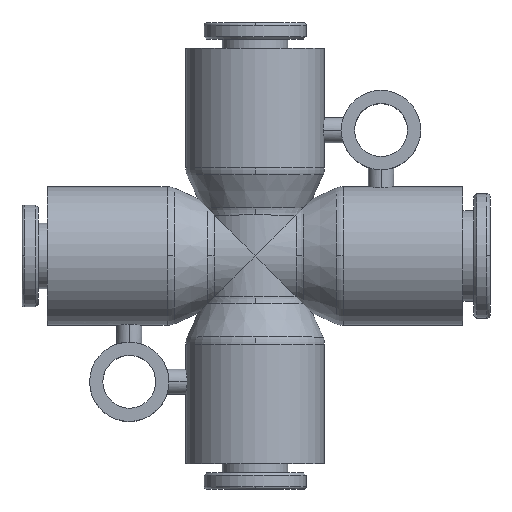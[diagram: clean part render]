
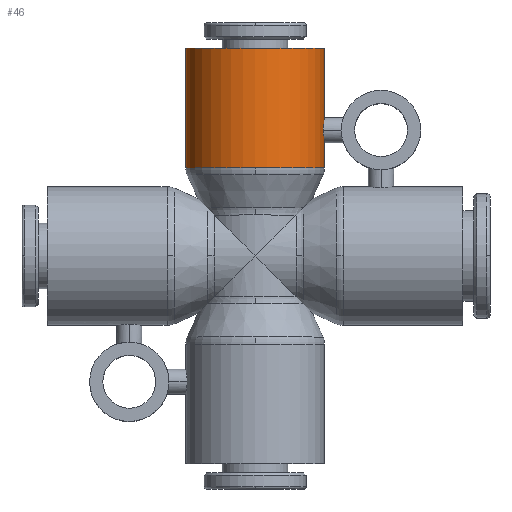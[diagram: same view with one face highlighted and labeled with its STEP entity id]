
A CAD part, top view. The second image highlights one B-rep face of the part: STEP entity #46.
In plain terms, the highlighted cylindrical face has radius 5.5 mm (diameter 11 mm), a partial arc.
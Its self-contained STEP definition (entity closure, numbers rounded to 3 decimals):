
#46=ADVANCED_FACE('',(#169),#170,.T.);
#169=FACE_OUTER_BOUND('',#431,.T.);
#170=CYLINDRICAL_SURFACE('',#432,5.5);
#431=EDGE_LOOP('',(#693,#694,#695,#696,#697,#698,#699,#700));
#432=AXIS2_PLACEMENT_3D('',#701,#702,#703);
#693=ORIENTED_EDGE('',*,*,#1695,.F.);
#694=ORIENTED_EDGE('',*,*,#1696,.T.);
#695=ORIENTED_EDGE('',*,*,#1697,.T.);
#696=ORIENTED_EDGE('',*,*,#1698,.F.);
#697=ORIENTED_EDGE('',*,*,#1699,.T.);
#698=ORIENTED_EDGE('',*,*,#1700,.T.);
#699=ORIENTED_EDGE('',*,*,#1701,.F.);
#700=ORIENTED_EDGE('',*,*,#1702,.F.);
#701=CARTESIAN_POINT('',(0.,11.75,0.0));
#702=DIRECTION('',(0.,1.0,0.0));
#703=DIRECTION('',(-1.0,0.,0.0));
#1695=EDGE_CURVE('',#2013,#2014,#2015,.T.);
#1696=EDGE_CURVE('',#2013,#2016,#2017,.T.);
#1697=EDGE_CURVE('',#2016,#2018,#2019,.T.);
#1698=EDGE_CURVE('',#2020,#2018,#2021,.T.);
#1699=EDGE_CURVE('',#2020,#2022,#2023,.T.);
#1700=EDGE_CURVE('',#2022,#2024,#2025,.T.);
#1701=EDGE_CURVE('',#2026,#2024,#2027,.T.);
#1702=EDGE_CURVE('',#2014,#2026,#2028,.T.);
#2013=VERTEX_POINT('',#2533);
#2014=VERTEX_POINT('',#2534);
#2015=LINE('',#2535,#2536);
#2016=VERTEX_POINT('',#2537);
#2017=CIRCLE('',#2538,5.5);
#2018=VERTEX_POINT('',#2539);
#2019=CIRCLE('',#2540,5.5);
#2020=VERTEX_POINT('',#2541);
#2021=LINE('',#2542,#2543);
#2022=VERTEX_POINT('',#2544);
#2023=B_SPLINE_CURVE_WITH_KNOTS('',3,(#2545,#2546,#2547,#2548,#2549,#2550,#2551,#2552,#2553,#2554),.UNSPECIFIED.,.F.,.F.,(4,2,2,2,4),(4.531,4.909,5.286,5.664,6.041),.UNSPECIFIED.);
#2024=VERTEX_POINT('',#2555);
#2025=B_SPLINE_CURVE_WITH_KNOTS('',3,(#2556,#2557,#2558,#2559,#2560,#2561,#2562,#2563,#2564,#2565),.UNSPECIFIED.,.F.,.F.,(4,2,2,2,4),(0.0,0.378,0.755,1.133,1.51),.UNSPECIFIED.);
#2026=VERTEX_POINT('',#2566);
#2027=LINE('',#2567,#2568);
#2028=CIRCLE('',#2569,5.5);
#2533=CARTESIAN_POINT('',(-5.5,7.0,0.0));
#2534=CARTESIAN_POINT('',(-5.5,16.5,0.0));
#2535=CARTESIAN_POINT('',(-5.5,11.75,0.));
#2536=VECTOR('',#3603,1.0);
#2537=CARTESIAN_POINT('',(0.,7.0,5.5));
#2538=AXIS2_PLACEMENT_3D('',#3604,#3605,#3606);
#2539=CARTESIAN_POINT('',(5.5,7.0,0.));
#2540=AXIS2_PLACEMENT_3D('',#3607,#3608,#3609);
#2541=CARTESIAN_POINT('',(5.5,9.0,0.));
#2542=CARTESIAN_POINT('',(5.5,11.75,0.));
#2543=VECTOR('',#3610,1.0);
#2544=CARTESIAN_POINT('',(5.408,10.0,1.0));
#2545=CARTESIAN_POINT('',(5.5,9.0,0.));
#2546=CARTESIAN_POINT('',(5.5,9.0,0.126));
#2547=CARTESIAN_POINT('',(5.495,9.025,0.26));
#2548=CARTESIAN_POINT('',(5.478,9.127,0.506));
#2549=CARTESIAN_POINT('',(5.466,9.204,0.618));
#2550=CARTESIAN_POINT('',(5.443,9.382,0.796));
#2551=CARTESIAN_POINT('',(5.431,9.494,0.873));
#2552=CARTESIAN_POINT('',(5.413,9.74,0.975));
#2553=CARTESIAN_POINT('',(5.408,9.874,1.0));
#2554=CARTESIAN_POINT('',(5.408,10.0,1.0));
#2555=CARTESIAN_POINT('',(5.5,11.0,0.));
#2556=CARTESIAN_POINT('',(5.408,10.0,1.0));
#2557=CARTESIAN_POINT('',(5.408,10.126,1.0));
#2558=CARTESIAN_POINT('',(5.413,10.26,0.975));
#2559=CARTESIAN_POINT('',(5.431,10.506,0.873));
#2560=CARTESIAN_POINT('',(5.443,10.618,0.796));
#2561=CARTESIAN_POINT('',(5.466,10.796,0.618));
#2562=CARTESIAN_POINT('',(5.478,10.873,0.506));
#2563=CARTESIAN_POINT('',(5.495,10.975,0.26));
#2564=CARTESIAN_POINT('',(5.5,11.0,0.126));
#2565=CARTESIAN_POINT('',(5.5,11.0,0.));
#2566=CARTESIAN_POINT('',(5.5,16.5,0.));
#2567=CARTESIAN_POINT('',(5.5,11.75,0.));
#2568=VECTOR('',#3611,1.0);
#2569=AXIS2_PLACEMENT_3D('',#3612,#3613,#3614);
#3603=DIRECTION('',(0.,1.0,0.0));
#3604=CARTESIAN_POINT('',(0.,7.0,0.0));
#3605=DIRECTION('',(0.,1.0,0.0));
#3606=DIRECTION('',(-1.0,0.,0.0));
#3607=CARTESIAN_POINT('',(0.,7.0,0.0));
#3608=DIRECTION('',(0.,1.0,0.0));
#3609=DIRECTION('',(-1.0,0.,0.0));
#3610=DIRECTION('',(0.,-1.0,-0.0));
#3611=DIRECTION('',(0.,-1.0,-0.0));
#3612=CARTESIAN_POINT('',(0.,16.5,0.0));
#3613=DIRECTION('',(0.,1.0,0.0));
#3614=DIRECTION('',(-1.0,0.,0.0));
